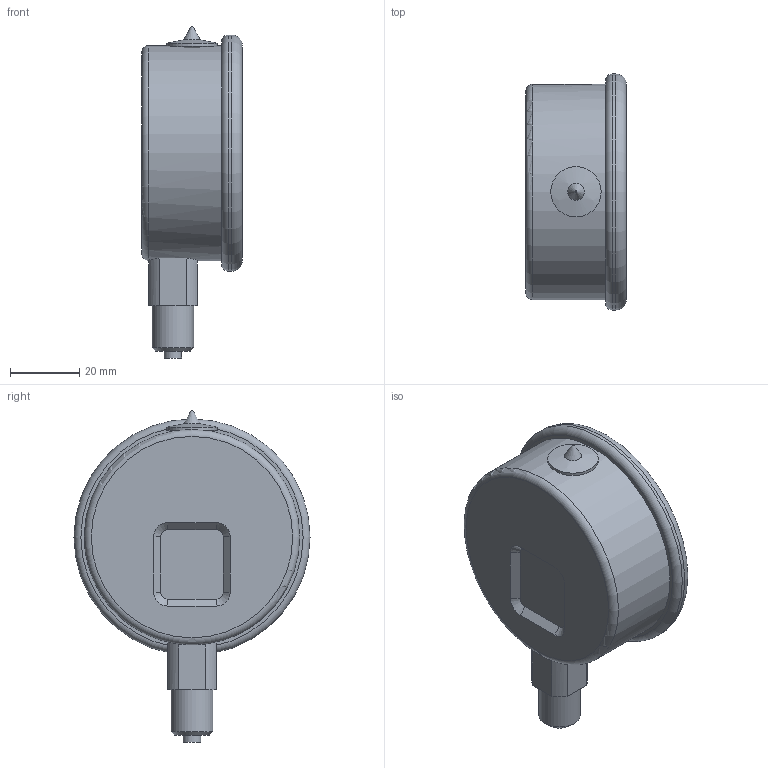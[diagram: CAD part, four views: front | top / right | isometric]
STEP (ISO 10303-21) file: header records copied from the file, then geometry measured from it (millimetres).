
FILE_DESCRIPTION(/* description */ ('ТМ-320Р'),/* implementation_level */ '2;1');
FILE_NAME(/* name */ 'ТМ-320Р.stp',/* time_stamp */ '2023-03-28T10:11:47+03:00',/* author */ ('Tech'),/* organization */ (''),/* preprocessor_version */ 'ST-DEVELOPER v18.1',/* originating_system */ 'Autodesk Inventor 2021',/* authorisation */ '');
FILE_SCHEMA (('AUTOMOTIVE_DESIGN { 1 0 10303 214 3 1 1 }'));
Length unit declared in the file: millimetre
Products named in the file (1): ТМ-320Р
Bounding box: 29 x 68 x 95.6 mm (x, y, z)
Volume: 79918.6 mm3; surface area: 15132.8 mm2
Topology: 2 solids, 2 shells, 415 faces, 1033 edges, 693 vertices
Faces by surface type: plane 357, cylinder 30, bspline 14, cone 8, torus 3, sphere 3
Full cylindrical faces by diameter (mm): 0.624 x1, 1.318 x1, 2.61 x1, 5 x1, 11 x1, 12 x1, 14.5 x1, 60 x1, 62 x1, 68 x1
Entity records: 12318 total; most frequent: CARTESIAN_POINT 2336, ORIENTED_EDGE 2066, DIRECTION 1904, EDGE_CURVE 1033, LINE 902, VECTOR 902, VERTEX_POINT 693, AXIS2_PLACEMENT_3D 501
